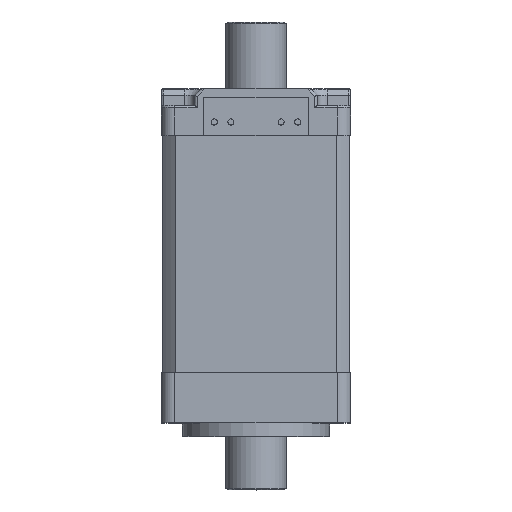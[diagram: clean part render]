
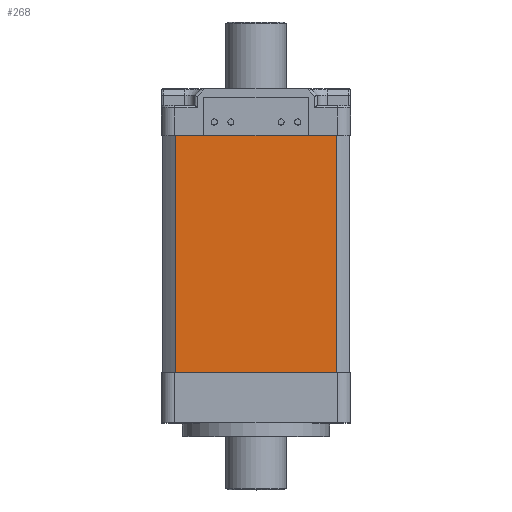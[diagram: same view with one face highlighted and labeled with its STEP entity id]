
A CAD part, top view. The second image highlights one B-rep face of the part: STEP entity #268.
In plain terms, the highlighted planar face has unit normal (0, 0, 1).
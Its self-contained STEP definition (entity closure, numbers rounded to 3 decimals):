
#268 = ADVANCED_FACE( '', ( #602 ), #603, .T. );
#602 = FACE_OUTER_BOUND( '', #1065, .T. );
#603 = PLANE( '', #1066 );
#1065 = EDGE_LOOP( '', ( #1592, #1593, #1594, #1595 ) );
#1066 = AXIS2_PLACEMENT_3D( '', #1596, #1597, #1598 );
#1592 = ORIENTED_EDGE( '', *, *, #2632, .F. );
#1593 = ORIENTED_EDGE( '', *, *, #2633, .F. );
#1594 = ORIENTED_EDGE( '', *, *, #2634, .T. );
#1595 = ORIENTED_EDGE( '', *, *, #2635, .T. );
#1596 = CARTESIAN_POINT( '', ( -12.093, -41.571, 14. ) );
#1597 = DIRECTION( '', ( 0., 0., 1. ) );
#1598 = DIRECTION( '', ( 1., 0., 0. ) );
#2632 = EDGE_CURVE( '', #3109, #3110, #3111, .T. );
#2633 = EDGE_CURVE( '', #3112, #3109, #3113, .T. );
#2634 = EDGE_CURVE( '', #3112, #3114, #3115, .T. );
#2635 = EDGE_CURVE( '', #3114, #3110, #3116, .T. );
#3109 = VERTEX_POINT( '', #3751 );
#3110 = VERTEX_POINT( '', #3752 );
#3111 = LINE( '', #3753, #3754 );
#3112 = VERTEX_POINT( '', #3755 );
#3113 = LINE( '', #3756, #3757 );
#3114 = VERTEX_POINT( '', #3758 );
#3115 = LINE( '', #3759, #3760 );
#3116 = LINE( '', #3761, #3762 );
#3751 = CARTESIAN_POINT( '', ( -12.093, -6.071, 14. ) );
#3752 = CARTESIAN_POINT( '', ( 12.093, -6.071, 14. ) );
#3753 = CARTESIAN_POINT( '', ( -12.093, -6.071, 14. ) );
#3754 = VECTOR( '', #4425, 1000. );
#3755 = CARTESIAN_POINT( '', ( -12.093, -41.571, 14. ) );
#3756 = CARTESIAN_POINT( '', ( -12.093, -41.571, 14. ) );
#3757 = VECTOR( '', #4426, 1000. );
#3758 = CARTESIAN_POINT( '', ( 12.093, -41.571, 14. ) );
#3759 = CARTESIAN_POINT( '', ( -12.093, -41.571, 14. ) );
#3760 = VECTOR( '', #4427, 1000. );
#3761 = CARTESIAN_POINT( '', ( 12.093, -41.571, 14. ) );
#3762 = VECTOR( '', #4428, 1000. );
#4425 = DIRECTION( '', ( 1., 0., 0. ) );
#4426 = DIRECTION( '', ( 0., 1., 0. ) );
#4427 = DIRECTION( '', ( 1., 0., 0. ) );
#4428 = DIRECTION( '', ( 0., 1., 0. ) );
